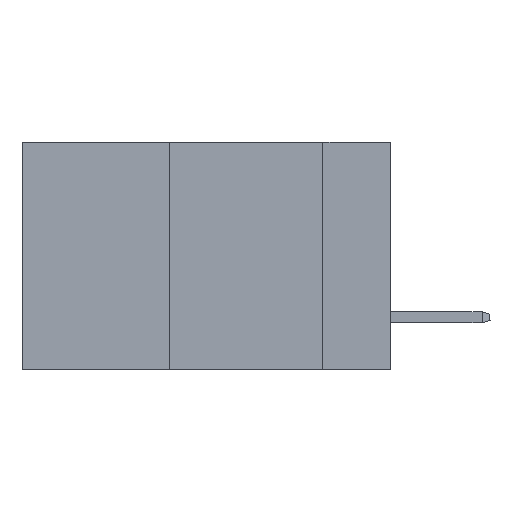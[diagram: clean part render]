
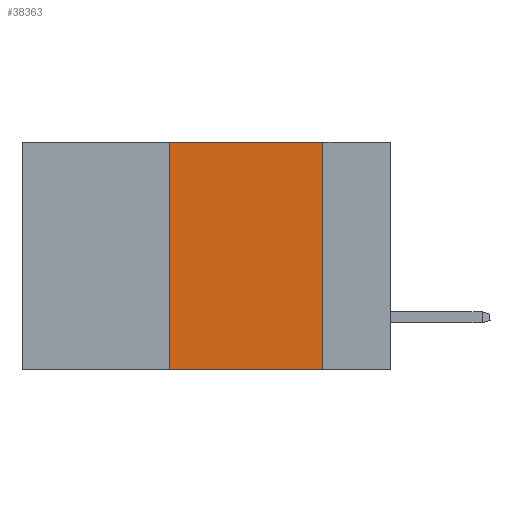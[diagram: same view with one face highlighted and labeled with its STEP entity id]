
A CAD part, left-side view. The second image highlights one B-rep face of the part: STEP entity #38363.
In plain terms, the highlighted planar face has unit normal (-1, 0, 0).
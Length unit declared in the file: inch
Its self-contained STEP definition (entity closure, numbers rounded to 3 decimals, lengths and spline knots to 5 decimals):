
#2999 = EDGE_CURVE ( 'NONE', #25802, #25192, #39380, .T. ) ;
#3021 = CARTESIAN_POINT ( 'NONE',  ( 0., 0.36, -0.37 ) ) ;
#3349 = LINE ( 'NONE', #7111, #21594 ) ;
#3911 = CARTESIAN_POINT ( 'NONE',  ( 0., 0.11, 0. ) ) ;
#4335 = AXIS2_PLACEMENT_3D ( 'NONE', #15719, #26747, #34516 ) ;
#7111 = CARTESIAN_POINT ( 'NONE',  ( 0., 0.36, 0. ) ) ;
#10383 = ORIENTED_EDGE ( 'NONE', *, *, #37394, .F. ) ;
#12072 = EDGE_CURVE ( 'NONE', #30612, #25192, #38247, .T. ) ;
#13303 = DIRECTION ( 'NONE',  ( 0., -1., 0. ) ) ;
#13465 = ORIENTED_EDGE ( 'NONE', *, *, #2999, .T. ) ;
#15719 = CARTESIAN_POINT ( 'NONE',  ( 0., 0.6, 0. ) ) ;
#17969 = VECTOR ( 'NONE', #13303, 39.37008 ) ;
#20333 = CARTESIAN_POINT ( 'NONE',  ( 0., 0.6, -0.37 ) ) ;
#21407 = CARTESIAN_POINT ( 'NONE',  ( 0., 0.11, 0. ) ) ;
#21594 = VECTOR ( 'NONE', #33435, 39.37008 ) ;
#25150 = CARTESIAN_POINT ( 'NONE',  ( 0., 0.36, 0. ) ) ;
#25192 = VERTEX_POINT ( 'NONE', #33513 ) ;
#25396 = CARTESIAN_POINT ( 'NONE',  ( 0., 0.6, 0. ) ) ;
#25802 = VERTEX_POINT ( 'NONE', #3021 ) ;
#26747 = DIRECTION ( 'NONE',  ( 1., 0., 0. ) ) ;
#28800 = EDGE_LOOP ( 'NONE', ( #37897, #10383, #31861, #13465 ) ) ;
#29377 = VERTEX_POINT ( 'NONE', #25150 ) ;
#29879 = LINE ( 'NONE', #25396, #41066 ) ;
#30612 = VERTEX_POINT ( 'NONE', #21407 ) ;
#31861 = ORIENTED_EDGE ( 'NONE', *, *, #48105, .F. ) ;
#33435 = DIRECTION ( 'NONE',  ( 0., 0., 1. ) ) ;
#33513 = CARTESIAN_POINT ( 'NONE',  ( 0., 0.11, -0.37 ) ) ;
#34020 = FACE_OUTER_BOUND ( 'NONE', #28800, .T. ) ;
#34516 = DIRECTION ( 'NONE',  ( 0., 0., -1. ) ) ;
#37394 = EDGE_CURVE ( 'NONE', #29377, #30612, #29879, .T. ) ;
#37897 = ORIENTED_EDGE ( 'NONE', *, *, #12072, .F. ) ;
#38247 = LINE ( 'NONE', #3911, #44523 ) ;
#38363 = ADVANCED_FACE ( 'NONE', ( #34020 ), #49319, .F. ) ;
#38986 = DIRECTION ( 'NONE',  ( 0., 0., -1. ) ) ;
#39380 = LINE ( 'NONE', #20333, #17969 ) ;
#41066 = VECTOR ( 'NONE', #48215, 39.37008 ) ;
#44523 = VECTOR ( 'NONE', #38986, 39.37008 ) ;
#48105 = EDGE_CURVE ( 'NONE', #25802, #29377, #3349, .T. ) ;
#48215 = DIRECTION ( 'NONE',  ( 0., -1., 0. ) ) ;
#49319 = PLANE ( 'NONE',  #4335 ) ;
